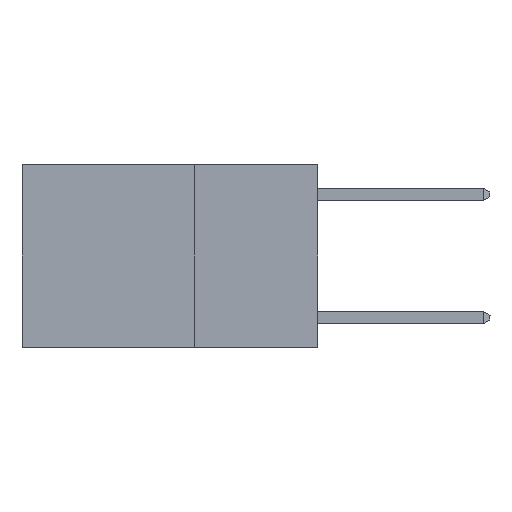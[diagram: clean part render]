
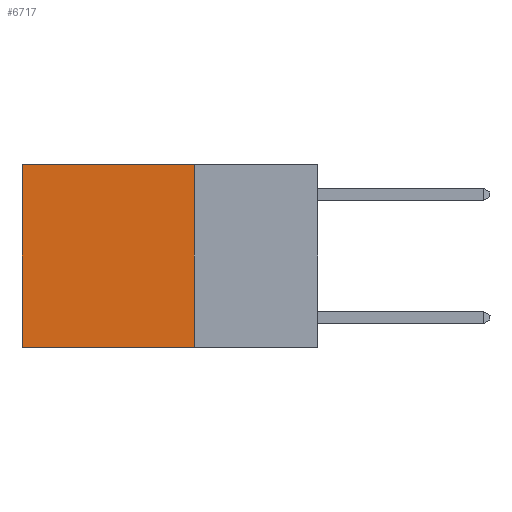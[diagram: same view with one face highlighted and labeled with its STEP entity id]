
A CAD part, left-side view. The second image highlights one B-rep face of the part: STEP entity #6717.
In plain terms, the highlighted planar face has unit normal (-1, 0, 0).
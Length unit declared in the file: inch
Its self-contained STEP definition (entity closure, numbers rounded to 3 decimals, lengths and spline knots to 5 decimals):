
#395 = CARTESIAN_POINT ( 'NONE',  ( 0.2625, 0.25, 0. ) ) ;
#419 = EDGE_CURVE ( 'NONE', #8518, #783, #11238, .T. ) ;
#604 = DIRECTION ( 'NONE',  ( 0., 0., -1. ) ) ;
#701 = CARTESIAN_POINT ( 'NONE',  ( 0.2625, 0.25, -0.37 ) ) ;
#783 = VERTEX_POINT ( 'NONE', #9045 ) ;
#942 = LINE ( 'NONE', #6924, #1926 ) ;
#948 = VECTOR ( 'NONE', #10247, 39.37008 ) ;
#1926 = VECTOR ( 'NONE', #6005, 39.37008 ) ;
#1936 = CARTESIAN_POINT ( 'NONE',  ( 0.2625, 0.25, 0. ) ) ;
#2259 = ORIENTED_EDGE ( 'NONE', *, *, #419, .T. ) ;
#2881 = ORIENTED_EDGE ( 'NONE', *, *, #5641, .F. ) ;
#3180 = VECTOR ( 'NONE', #8620, 39.37008 ) ;
#3282 = FACE_OUTER_BOUND ( 'NONE', #5572, .T. ) ;
#4718 = EDGE_CURVE ( 'NONE', #11108, #783, #5554, .T. ) ;
#5147 = CARTESIAN_POINT ( 'NONE',  ( 0.2625, 0.25, -0.37 ) ) ;
#5554 = LINE ( 'NONE', #5147, #3180 ) ;
#5572 = EDGE_LOOP ( 'NONE', ( #2259, #8610, #2881, #9578 ) ) ;
#5641 = EDGE_CURVE ( 'NONE', #7131, #11108, #6641, .T. ) ;
#6005 = DIRECTION ( 'NONE',  ( 0., 1., 0. ) ) ;
#6248 = CARTESIAN_POINT ( 'NONE',  ( 0.2625, 0.25, 0. ) ) ;
#6371 = DIRECTION ( 'NONE',  ( 0., 0., -1. ) ) ;
#6641 = LINE ( 'NONE', #395, #948 ) ;
#6717 = ADVANCED_FACE ( 'NONE', ( #3282 ), #7289, .F. ) ;
#6924 = CARTESIAN_POINT ( 'NONE',  ( 0.2625, 0.25, 0. ) ) ;
#7131 = VERTEX_POINT ( 'NONE', #6248 ) ;
#7289 = PLANE ( 'NONE',  #9150 ) ;
#8518 = VERTEX_POINT ( 'NONE', #9611 ) ;
#8610 = ORIENTED_EDGE ( 'NONE', *, *, #4718, .F. ) ;
#8620 = DIRECTION ( 'NONE',  ( 0., 1., 0. ) ) ;
#8713 = VECTOR ( 'NONE', #604, 39.37008 ) ;
#9045 = CARTESIAN_POINT ( 'NONE',  ( 0.2625, 0.6, -0.37 ) ) ;
#9093 = DIRECTION ( 'NONE',  ( 1., 0., 0. ) ) ;
#9150 = AXIS2_PLACEMENT_3D ( 'NONE', #1936, #9093, #6371 ) ;
#9578 = ORIENTED_EDGE ( 'NONE', *, *, #9833, .T. ) ;
#9611 = CARTESIAN_POINT ( 'NONE',  ( 0.2625, 0.6, 0. ) ) ;
#9833 = EDGE_CURVE ( 'NONE', #7131, #8518, #942, .T. ) ;
#10221 = CARTESIAN_POINT ( 'NONE',  ( 0.2625, 0.6, 0. ) ) ;
#10247 = DIRECTION ( 'NONE',  ( 0., 0., -1. ) ) ;
#11108 = VERTEX_POINT ( 'NONE', #701 ) ;
#11238 = LINE ( 'NONE', #10221, #8713 ) ;
